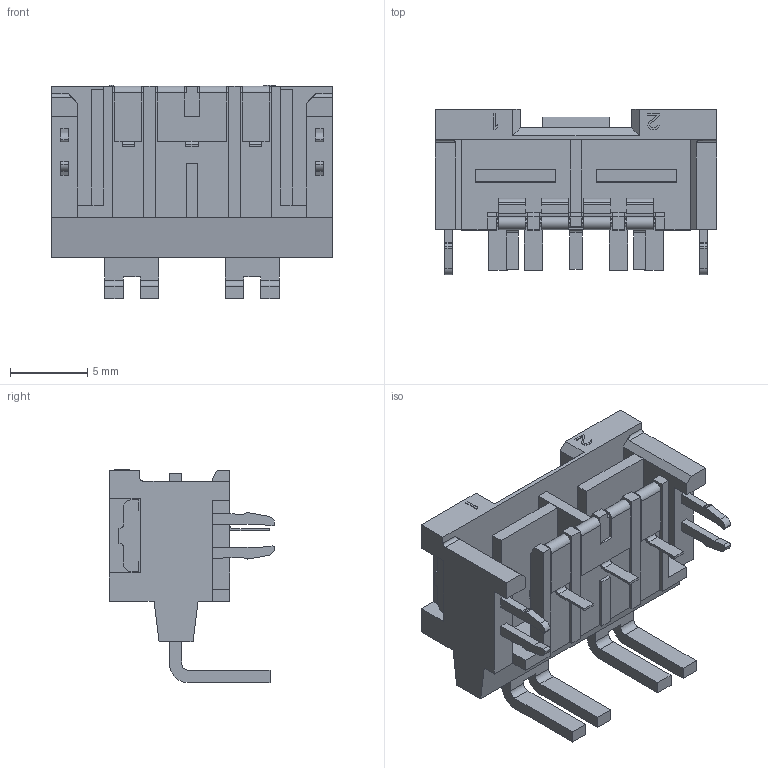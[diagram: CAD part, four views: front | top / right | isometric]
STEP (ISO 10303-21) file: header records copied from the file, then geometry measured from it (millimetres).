
FILE_DESCRIPTION((''),'2;1');
FILE_NAME('C-1982295-1','2019-02-27T03:35:49',('workeradm'),('TE Connectivity Ltd.'),'CREO PARAMETRIC BY PTC INC, 2018190','CREO PARAMETRIC BY PTC INC, 2018190','');
FILE_SCHEMA(('AUTOMOTIVE_DESIGN { 1 0 10303 214 1 1 1 1 }'));
Length unit declared in the file: millimetre
Products named in the file (1): C-1982295-1
Bounding box: 18.2 x 10.7 x 13.8 mm (x, y, z)
Volume: 729.8 mm3; surface area: 1684.3 mm2
Topology: 1 solids, 1 shells, 398 faces, 1131 edges, 746 vertices
Faces by surface type: plane 308, cylinder 90
Entity records: 16288 total; most frequent: CARTESIAN_POINT 2293, ORIENTED_EDGE 2262, DIRECTION 2111, PRESENTATION_STYLE_ASSIGNMENT 1132, STYLED_ITEM 1132, CURVE_STYLE 1131, EDGE_CURVE 1131, VECTOR 943
